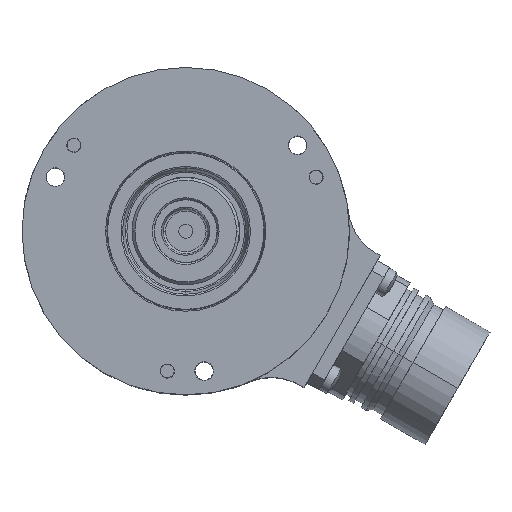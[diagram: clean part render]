
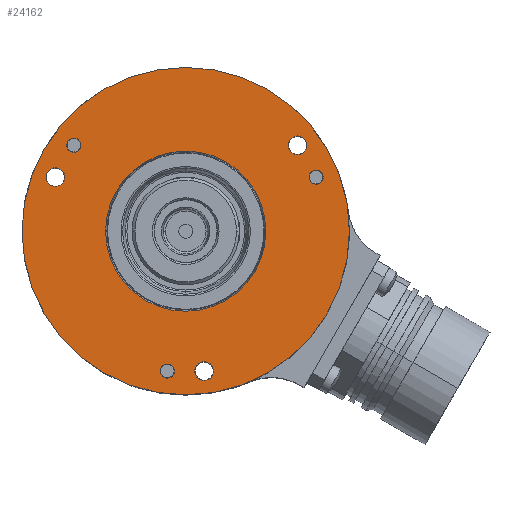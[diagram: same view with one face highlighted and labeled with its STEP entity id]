
A CAD part, top view. The second image highlights one B-rep face of the part: STEP entity #24162.
In plain terms, the highlighted planar face has unit normal (0, 0, 1).
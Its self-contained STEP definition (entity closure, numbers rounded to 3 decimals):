
#1795=CARTESIAN_POINT('',(0.,0.,18.));
#1796=DIRECTION('',(0.,0.,1.));
#1797=DIRECTION('',(1.,0.,0.));
#1798=AXIS2_PLACEMENT_3D('',#1795,#1796,#1797);
#1800=CARTESIAN_POINT('',(0.,0.,18.));
#1801=DIRECTION('',(0.,0.,1.));
#1802=DIRECTION('',(-1.,0.,0.));
#1803=AXIS2_PLACEMENT_3D('',#1800,#1801,#1802);
#1805=CARTESIAN_POINT('',(-19.834,15.219,18.));
#1806=DIRECTION('',(0.,0.,-1.));
#1807=DIRECTION('',(-0.793,0.609,0.));
#1808=AXIS2_PLACEMENT_3D('',#1805,#1806,#1807);
#1810=CARTESIAN_POINT('',(-19.834,15.219,18.));
#1811=DIRECTION('',(0.,0.,-1.));
#1812=DIRECTION('',(0.793,-0.609,0.));
#1813=AXIS2_PLACEMENT_3D('',#1810,#1811,#1812);
#1815=CARTESIAN_POINT('',(-3.263,-24.786,18.));
#1816=DIRECTION('',(0.,0.,-1.));
#1817=DIRECTION('',(-0.131,-0.991,0.));
#1818=AXIS2_PLACEMENT_3D('',#1815,#1816,#1817);
#1820=CARTESIAN_POINT('',(-3.263,-24.786,18.));
#1821=DIRECTION('',(0.,0.,-1.));
#1822=DIRECTION('',(0.131,0.991,0.));
#1823=AXIS2_PLACEMENT_3D('',#1820,#1821,#1822);
#1825=CARTESIAN_POINT('',(23.097,9.567,18.));
#1826=DIRECTION('',(0.,0.,-1.));
#1827=DIRECTION('',(0.924,0.383,0.));
#1828=AXIS2_PLACEMENT_3D('',#1825,#1826,#1827);
#1830=CARTESIAN_POINT('',(23.097,9.567,18.));
#1831=DIRECTION('',(0.,0.,-1.));
#1832=DIRECTION('',(-0.924,-0.383,0.));
#1833=AXIS2_PLACEMENT_3D('',#1830,#1831,#1832);
#1835=CARTESIAN_POINT('',(3.263,-24.786,18.));
#1836=DIRECTION('',(0.,0.,1.));
#1837=DIRECTION('',(0.,-1.,0.));
#1838=AXIS2_PLACEMENT_3D('',#1835,#1836,#1837);
#1840=CARTESIAN_POINT('',(3.263,-24.786,18.));
#1841=DIRECTION('',(0.,0.,1.));
#1842=DIRECTION('',(0.,1.,0.));
#1843=AXIS2_PLACEMENT_3D('',#1840,#1841,#1842);
#1845=CARTESIAN_POINT('',(19.834,15.219,18.));
#1846=DIRECTION('',(0.,0.,1.));
#1847=DIRECTION('',(0.,-1.,0.));
#1848=AXIS2_PLACEMENT_3D('',#1845,#1846,#1847);
#1850=CARTESIAN_POINT('',(19.834,15.219,18.));
#1851=DIRECTION('',(0.,0.,1.));
#1852=DIRECTION('',(0.,1.,0.));
#1853=AXIS2_PLACEMENT_3D('',#1850,#1851,#1852);
#1855=CARTESIAN_POINT('',(-23.097,9.567,18.));
#1856=DIRECTION('',(0.,0.,1.));
#1857=DIRECTION('',(0.,-1.,0.));
#1858=AXIS2_PLACEMENT_3D('',#1855,#1856,#1857);
#1860=CARTESIAN_POINT('',(-23.097,9.567,18.));
#1861=DIRECTION('',(0.,0.,1.));
#1862=DIRECTION('',(0.,1.,0.));
#1863=AXIS2_PLACEMENT_3D('',#1860,#1861,#1862);
#1865=CARTESIAN_POINT('',(0.,0.,18.));
#1866=DIRECTION('',(0.,0.,-1.));
#1867=DIRECTION('',(-1.,0.,0.));
#1868=AXIS2_PLACEMENT_3D('',#1865,#1866,#1867);
#1883=CARTESIAN_POINT('',(0.,0.,18.));
#1884=DIRECTION('',(0.,0.,-1.));
#1885=DIRECTION('',(1.,0.,0.));
#1886=AXIS2_PLACEMENT_3D('',#1883,#1884,#1885);
#18386=CARTESIAN_POINT('',(29.,0.,18.));
#18387=CARTESIAN_POINT('',(-29.,0.,18.));
#18388=VERTEX_POINT('',#18386);
#18389=VERTEX_POINT('',#18387);
#18470=CARTESIAN_POINT('',(-20.826,15.98,18.));
#18471=CARTESIAN_POINT('',(-18.842,14.458,18.));
#18472=VERTEX_POINT('',#18470);
#18473=VERTEX_POINT('',#18471);
#18474=CARTESIAN_POINT('',(-3.426,-26.025,18.));
#18475=CARTESIAN_POINT('',(-3.1,-23.547,18.));
#18476=VERTEX_POINT('',#18474);
#18477=VERTEX_POINT('',#18475);
#18478=CARTESIAN_POINT('',(24.252,10.045,18.));
#18479=CARTESIAN_POINT('',(21.942,9.089,18.));
#18480=VERTEX_POINT('',#18478);
#18481=VERTEX_POINT('',#18479);
#18580=CARTESIAN_POINT('',(14.188,0.,18.));
#18581=CARTESIAN_POINT('',(-14.188,0.,18.));
#18582=VERTEX_POINT('',#18580);
#18583=VERTEX_POINT('',#18581);
#18779=CARTESIAN_POINT('',(3.263,-26.436,18.));
#18780=CARTESIAN_POINT('',(3.263,-23.136,18.));
#18781=VERTEX_POINT('',#18779);
#18782=VERTEX_POINT('',#18780);
#18787=CARTESIAN_POINT('',(19.834,13.569,18.));
#18788=CARTESIAN_POINT('',(19.834,16.869,18.));
#18789=VERTEX_POINT('',#18787);
#18790=VERTEX_POINT('',#18788);
#18795=CARTESIAN_POINT('',(-23.097,7.917,18.));
#18796=CARTESIAN_POINT('',(-23.097,11.217,18.));
#18797=VERTEX_POINT('',#18795);
#18798=VERTEX_POINT('',#18796);
#24112=CARTESIAN_POINT('',(0.,0.,18.));
#24113=DIRECTION('',(0.,0.,1.));
#24114=DIRECTION('',(1.,0.,0.));
#24115=AXIS2_PLACEMENT_3D('',#24112,#24113,#24114);
#24116=PLANE('',#24115);
#24117=ORIENTED_EDGE('',*,*,#22997,.F.);
#24118=ORIENTED_EDGE('',*,*,#22952,.F.);
#24119=EDGE_LOOP('',(#24117,#24118));
#24120=FACE_OUTER_BOUND('',#24119,.F.);
#24122=ORIENTED_EDGE('',*,*,#24121,.F.);
#24124=ORIENTED_EDGE('',*,*,#24123,.F.);
#24125=EDGE_LOOP('',(#24122,#24124));
#24126=FACE_BOUND('',#24125,.F.);
#24128=ORIENTED_EDGE('',*,*,#24127,.F.);
#24130=ORIENTED_EDGE('',*,*,#24129,.F.);
#24131=EDGE_LOOP('',(#24128,#24130));
#24132=FACE_BOUND('',#24131,.F.);
#24134=ORIENTED_EDGE('',*,*,#24133,.F.);
#24136=ORIENTED_EDGE('',*,*,#24135,.F.);
#24137=EDGE_LOOP('',(#24134,#24136));
#24138=FACE_BOUND('',#24137,.F.);
#24140=ORIENTED_EDGE('',*,*,#24139,.F.);
#24142=ORIENTED_EDGE('',*,*,#24141,.F.);
#24143=EDGE_LOOP('',(#24140,#24142));
#24144=FACE_BOUND('',#24143,.F.);
#24145=ORIENTED_EDGE('',*,*,#24102,.T.);
#24147=ORIENTED_EDGE('',*,*,#24146,.T.);
#24148=EDGE_LOOP('',(#24145,#24147));
#24149=FACE_BOUND('',#24148,.F.);
#24151=ORIENTED_EDGE('',*,*,#24150,.T.);
#24153=ORIENTED_EDGE('',*,*,#24152,.T.);
#24154=EDGE_LOOP('',(#24151,#24153));
#24155=FACE_BOUND('',#24154,.F.);
#24157=ORIENTED_EDGE('',*,*,#24156,.T.);
#24159=ORIENTED_EDGE('',*,*,#24158,.T.);
#24160=EDGE_LOOP('',(#24157,#24159));
#24161=FACE_BOUND('',#24160,.F.);
#1799=CIRCLE('',#1798,29.);
#1804=CIRCLE('',#1803,29.);
#1809=CIRCLE('',#1808,1.25);
#1814=CIRCLE('',#1813,1.25);
#1819=CIRCLE('',#1818,1.25);
#1824=CIRCLE('',#1823,1.25);
#1829=CIRCLE('',#1828,1.25);
#1834=CIRCLE('',#1833,1.25);
#1839=CIRCLE('',#1838,1.65);
#1844=CIRCLE('',#1843,1.65);
#1849=CIRCLE('',#1848,1.65);
#1854=CIRCLE('',#1853,1.65);
#1859=CIRCLE('',#1858,1.65);
#1864=CIRCLE('',#1863,1.65);
#1869=CIRCLE('',#1868,14.188);
#1887=CIRCLE('',#1886,14.188);
#22952=EDGE_CURVE('',#18389,#18388,#1804,.T.);
#22997=EDGE_CURVE('',#18388,#18389,#1799,.T.);
#24102=EDGE_CURVE('',#18781,#18782,#1839,.T.);
#24121=EDGE_CURVE('',#18583,#18582,#1869,.T.);
#24123=EDGE_CURVE('',#18582,#18583,#1887,.T.);
#24127=EDGE_CURVE('',#18472,#18473,#1809,.T.);
#24129=EDGE_CURVE('',#18473,#18472,#1814,.T.);
#24133=EDGE_CURVE('',#18476,#18477,#1819,.T.);
#24135=EDGE_CURVE('',#18477,#18476,#1824,.T.);
#24139=EDGE_CURVE('',#18480,#18481,#1829,.T.);
#24141=EDGE_CURVE('',#18481,#18480,#1834,.T.);
#24146=EDGE_CURVE('',#18782,#18781,#1844,.T.);
#24150=EDGE_CURVE('',#18789,#18790,#1849,.T.);
#24152=EDGE_CURVE('',#18790,#18789,#1854,.T.);
#24156=EDGE_CURVE('',#18797,#18798,#1859,.T.);
#24158=EDGE_CURVE('',#18798,#18797,#1864,.T.);
#24162=ADVANCED_FACE('',(#24120,#24126,#24132,#24138,#24144,#24149,#24155,
#24161),#24116,.T.);
